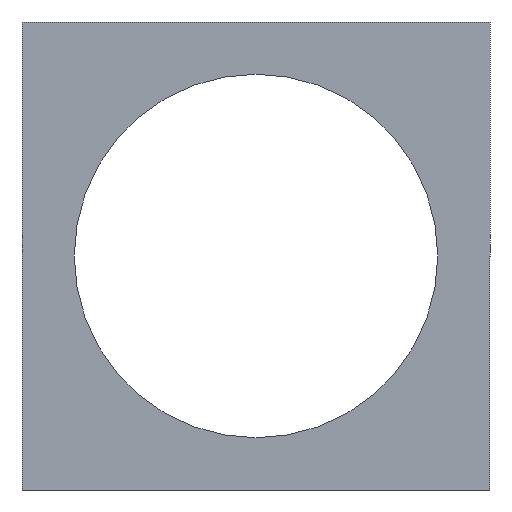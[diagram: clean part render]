
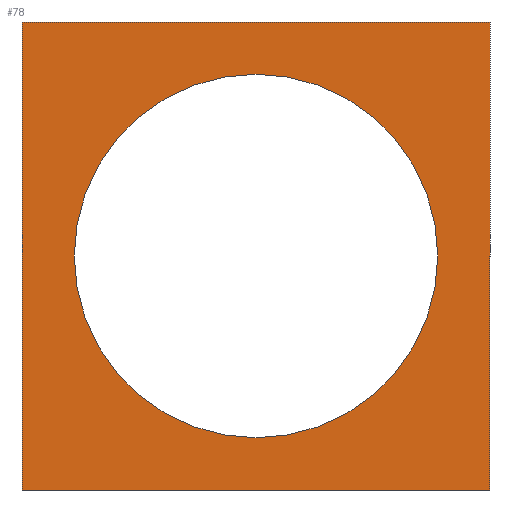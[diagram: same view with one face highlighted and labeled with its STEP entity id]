
A CAD part, front view. The second image highlights one B-rep face of the part: STEP entity #78.
In plain terms, the highlighted planar face has unit normal (0, -1, 0).
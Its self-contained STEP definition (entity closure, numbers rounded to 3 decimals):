
#1 = DIRECTION ( 'NONE',  ( 0., 1., 0. ) ) ;
#6 = LINE ( 'NONE', #157, #190 ) ;
#10 = CARTESIAN_POINT ( 'NONE',  ( -141., -4., -141. ) ) ;
#14 = VECTOR ( 'NONE', #266, 1000. ) ;
#23 = EDGE_LOOP ( 'NONE', ( #126, #163 ) ) ;
#28 = ORIENTED_EDGE ( 'NONE', *, *, #161, .F. ) ;
#36 = VECTOR ( 'NONE', #221, 1000. ) ;
#41 = VERTEX_POINT ( 'NONE', #48 ) ;
#45 = FACE_OUTER_BOUND ( 'NONE', #250, .T. ) ;
#48 = CARTESIAN_POINT ( 'NONE',  ( 141., -4., 141. ) ) ;
#51 = DIRECTION ( 'NONE',  ( 0., 0., 1. ) ) ;
#54 = AXIS2_PLACEMENT_3D ( 'NONE', #73, #225, #51 ) ;
#57 = ORIENTED_EDGE ( 'NONE', *, *, #236, .F. ) ;
#62 = LINE ( 'NONE', #158, #14 ) ;
#73 = CARTESIAN_POINT ( 'NONE',  ( 0., -4., 0. ) ) ;
#78 = ADVANCED_FACE ( 'NONE', ( #209, #45 ), #195, .F. ) ;
#81 = LINE ( 'NONE', #10, #234 ) ;
#87 = EDGE_CURVE ( 'NONE', #41, #214, #202, .T. ) ;
#95 = DIRECTION ( 'NONE',  ( 1., 0., 0. ) ) ;
#107 = CARTESIAN_POINT ( 'NONE',  ( -141., -4., 141. ) ) ;
#112 = EDGE_CURVE ( 'NONE', #254, #178, #255, .T. ) ;
#116 = ORIENTED_EDGE ( 'NONE', *, *, #265, .F. ) ;
#124 = DIRECTION ( 'NONE',  ( 0., 0., 1. ) ) ;
#126 = ORIENTED_EDGE ( 'NONE', *, *, #112, .T. ) ;
#148 = CARTESIAN_POINT ( 'NONE',  ( 0., -4., 0. ) ) ;
#149 = VERTEX_POINT ( 'NONE', #191 ) ;
#154 = CARTESIAN_POINT ( 'NONE',  ( 141., -4., -141. ) ) ;
#157 = CARTESIAN_POINT ( 'NONE',  ( -141., -4., 141. ) ) ;
#158 = CARTESIAN_POINT ( 'NONE',  ( -141., -4., -141. ) ) ;
#161 = EDGE_CURVE ( 'NONE', #149, #271, #62, .T. ) ;
#163 = ORIENTED_EDGE ( 'NONE', *, *, #235, .T. ) ;
#167 = CIRCLE ( 'NONE', #54, 109.5 ) ;
#178 = VERTEX_POINT ( 'NONE', #228 ) ;
#181 = CARTESIAN_POINT ( 'NONE',  ( 141., -4., -141. ) ) ;
#190 = VECTOR ( 'NONE', #95, 1000. ) ;
#191 = CARTESIAN_POINT ( 'NONE',  ( -141., -4., -141. ) ) ;
#195 = PLANE ( 'NONE',  #208 ) ;
#198 = CARTESIAN_POINT ( 'NONE',  ( -141., -4., 141. ) ) ;
#202 = LINE ( 'NONE', #154, #36 ) ;
#208 = AXIS2_PLACEMENT_3D ( 'NONE', #198, #222, #224 ) ;
#209 = FACE_BOUND ( 'NONE', #23, .T. ) ;
#214 = VERTEX_POINT ( 'NONE', #181 ) ;
#218 = AXIS2_PLACEMENT_3D ( 'NONE', #148, #1, #124 ) ;
#221 = DIRECTION ( 'NONE',  ( 0., 0., -1. ) ) ;
#222 = DIRECTION ( 'NONE',  ( 0., 1., 0. ) ) ;
#224 = DIRECTION ( 'NONE',  ( 0., 0., 1. ) ) ;
#225 = DIRECTION ( 'NONE',  ( 0., 1., 0. ) ) ;
#228 = CARTESIAN_POINT ( 'NONE',  ( 0., -4., -109.5 ) ) ;
#234 = VECTOR ( 'NONE', #240, 1000. ) ;
#235 = EDGE_CURVE ( 'NONE', #178, #254, #167, .T. ) ;
#236 = EDGE_CURVE ( 'NONE', #271, #41, #6, .T. ) ;
#240 = DIRECTION ( 'NONE',  ( -1., 0., 0. ) ) ;
#250 = EDGE_LOOP ( 'NONE', ( #28, #116, #267, #57 ) ) ;
#254 = VERTEX_POINT ( 'NONE', #261 ) ;
#255 = CIRCLE ( 'NONE', #218, 109.5 ) ;
#261 = CARTESIAN_POINT ( 'NONE',  ( 0., -4., 109.5 ) ) ;
#265 = EDGE_CURVE ( 'NONE', #214, #149, #81, .T. ) ;
#266 = DIRECTION ( 'NONE',  ( 0., 0., 1. ) ) ;
#267 = ORIENTED_EDGE ( 'NONE', *, *, #87, .F. ) ;
#271 = VERTEX_POINT ( 'NONE', #107 ) ;
